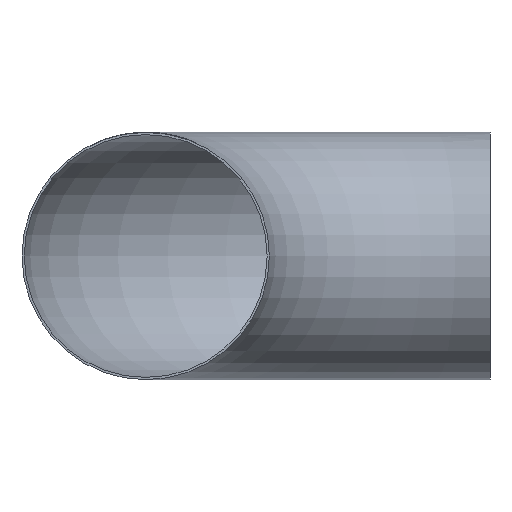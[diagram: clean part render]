
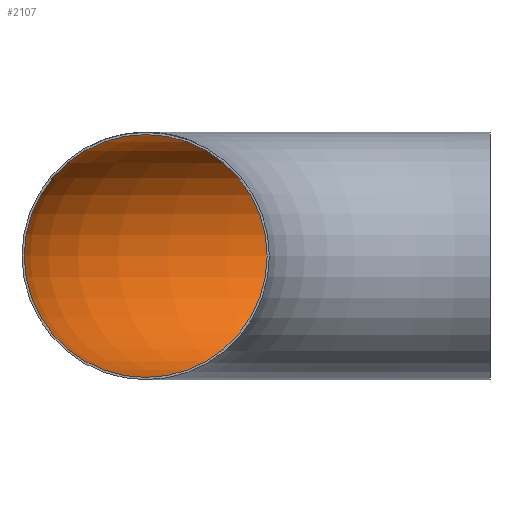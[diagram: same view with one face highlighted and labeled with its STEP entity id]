
A CAD part, front view. The second image highlights one B-rep face of the part: STEP entity #2107.
In plain terms, the highlighted toroidal (fillet/blend) face has major radius 305 mm and minor radius 107.55 mm.
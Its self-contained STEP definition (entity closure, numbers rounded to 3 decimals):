
#422 = TOROIDAL_SURFACE ( 'NONE', #6025, 305., 107.55 ) ;
#1937 = CARTESIAN_POINT ( 'NONE',  ( -305., 0., 107.55 ) ) ;
#2107 = ADVANCED_FACE ( 'NONE', ( #3766, #3390 ), #422, .F. ) ;
#2931 = VERTEX_POINT ( 'NONE', #3769 ) ;
#2985 = DIRECTION ( 'NONE',  ( 0., 1., 0. ) ) ;
#3335 = ORIENTED_EDGE ( 'NONE', *, *, #3935, .T. ) ;
#3390 = FACE_OUTER_BOUND ( 'NONE', #4493, .T. ) ;
#3445 = EDGE_LOOP ( 'NONE', ( #3335 ) ) ;
#3619 = CARTESIAN_POINT ( 'NONE',  ( -305., 0., 0. ) ) ;
#3766 = FACE_OUTER_BOUND ( 'NONE', #3445, .T. ) ;
#3769 = CARTESIAN_POINT ( 'NONE',  ( 0., 412.55, 0. ) ) ;
#3883 = EDGE_CURVE ( 'NONE', #5432, #5432, #6756, .T. ) ;
#3935 = EDGE_CURVE ( 'NONE', #2931, #2931, #6369, .T. ) ;
#3981 = DIRECTION ( 'NONE',  ( -1., 0., 0. ) ) ;
#4059 = DIRECTION ( 'NONE',  ( 0., 0., -1. ) ) ;
#4493 = EDGE_LOOP ( 'NONE', ( #5980 ) ) ;
#4609 = DIRECTION ( 'NONE',  ( 0., 1., 0. ) ) ;
#4724 = AXIS2_PLACEMENT_3D ( 'NONE', #5841, #5868, #4609 ) ;
#5432 = VERTEX_POINT ( 'NONE', #1937 ) ;
#5487 = DIRECTION ( 'NONE',  ( 0., 0., 1. ) ) ;
#5841 = CARTESIAN_POINT ( 'NONE',  ( 0., 305., 0. ) ) ;
#5868 = DIRECTION ( 'NONE',  ( 1., 0., 0. ) ) ;
#5980 = ORIENTED_EDGE ( 'NONE', *, *, #3883, .F. ) ;
#6025 = AXIS2_PLACEMENT_3D ( 'NONE', #6511, #4059, #3981 ) ;
#6369 = CIRCLE ( 'NONE', #4724, 107.55 ) ;
#6498 = AXIS2_PLACEMENT_3D ( 'NONE', #3619, #2985, #5487 ) ;
#6511 = CARTESIAN_POINT ( 'NONE',  ( 0., 0., 0. ) ) ;
#6756 = CIRCLE ( 'NONE', #6498, 107.55 ) ;
